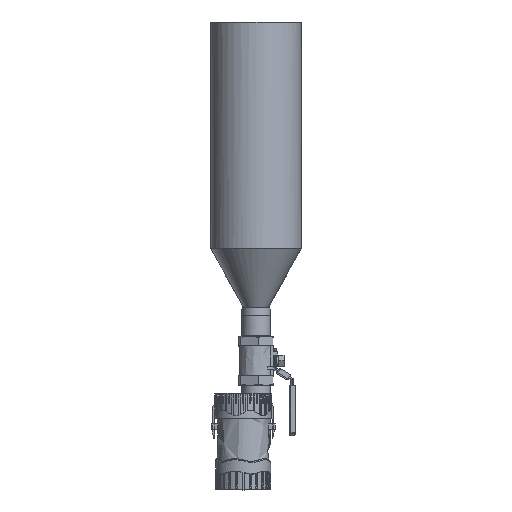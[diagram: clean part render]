
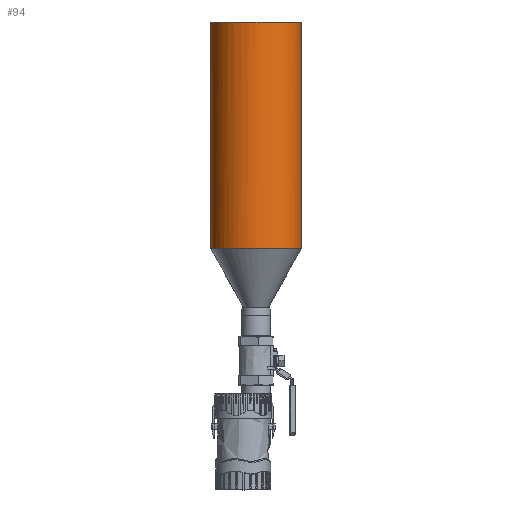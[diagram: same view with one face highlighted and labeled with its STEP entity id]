
A CAD part, top view. The second image highlights one B-rep face of the part: STEP entity #94.
In plain terms, the highlighted free-form (B-spline) face has degree [3, 1] with [7, 3] control points.
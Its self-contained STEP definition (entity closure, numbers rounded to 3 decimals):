
#94 = ADVANCED_FACE('',(#95),#147,.T.);
#95 = FACE_BOUND('',#96,.T.);
#96 = EDGE_LOOP('',(#97,#108,#117,#124,#133,#142));
#97 = ORIENTED_EDGE('',*,*,#98,.T.);
#98 = EDGE_CURVE('',#99,#101,#103,.T.);
#99 = VERTEX_POINT('',#100);
#100 = CARTESIAN_POINT('',(0.,480.568,-96.366));
#101 = VERTEX_POINT('',#102);
#102 = CARTESIAN_POINT('',(0.,480.568,
    96.366));
#103 = ( BOUNDED_CURVE() B_SPLINE_CURVE(3,(#104,#105,#106,#107),
.UNSPECIFIED.,.F.,.F.) B_SPLINE_CURVE_WITH_KNOTS((4,4),(-7.854,
-4.712),.PIECEWISE_BEZIER_KNOTS.) CURVE() 
GEOMETRIC_REPRESENTATION_ITEM() RATIONAL_B_SPLINE_CURVE((1.,
0.333,0.333,1.)) REPRESENTATION_ITEM('') );
#104 = CARTESIAN_POINT('',(0.,480.568,-96.366));
#105 = CARTESIAN_POINT('',(192.733,480.568,
    -96.366));
#106 = CARTESIAN_POINT('',(192.733,480.568,
    96.366));
#107 = CARTESIAN_POINT('',(0.,480.568,
    96.366));
#108 = ORIENTED_EDGE('',*,*,#109,.T.);
#109 = EDGE_CURVE('',#101,#110,#112,.T.);
#110 = VERTEX_POINT('',#111);
#111 = CARTESIAN_POINT('',(0.,480.568,-96.366));
#112 = ( BOUNDED_CURVE() B_SPLINE_CURVE(3,(#113,#114,#115,#116),
.UNSPECIFIED.,.F.,.F.) B_SPLINE_CURVE_WITH_KNOTS((4,4),(-4.712,
-1.571),.PIECEWISE_BEZIER_KNOTS.) CURVE() 
GEOMETRIC_REPRESENTATION_ITEM() RATIONAL_B_SPLINE_CURVE((1.,
0.333,0.333,1.)) REPRESENTATION_ITEM('') );
#113 = CARTESIAN_POINT('',(0.,480.568,
    96.366));
#114 = CARTESIAN_POINT('',(-192.733,480.568,
    96.366));
#115 = CARTESIAN_POINT('',(-192.733,480.568,
    -96.366));
#116 = CARTESIAN_POINT('',(0.,480.568,-96.366));
#117 = ORIENTED_EDGE('',*,*,#118,.T.);
#118 = EDGE_CURVE('',#110,#119,#121,.T.);
#119 = VERTEX_POINT('',#120);
#120 = CARTESIAN_POINT('',(0.,0.,-96.366));
#121 = B_SPLINE_CURVE_WITH_KNOTS('',1,(#122,#123),.UNSPECIFIED.,.F.,.F.,
  (2,2),(0.,0.38),.PIECEWISE_BEZIER_KNOTS.);
#122 = CARTESIAN_POINT('',(0.,480.568,-96.366));
#123 = CARTESIAN_POINT('',(0.,0.,-96.366));
#124 = ORIENTED_EDGE('',*,*,#125,.T.);
#125 = EDGE_CURVE('',#119,#126,#128,.T.);
#126 = VERTEX_POINT('',#127);
#127 = CARTESIAN_POINT('',(0.,0.,96.366));
#128 = ( BOUNDED_CURVE() B_SPLINE_CURVE(3,(#129,#130,#131,#132),
.UNSPECIFIED.,.F.,.F.) B_SPLINE_CURVE_WITH_KNOTS((4,4),(1.571,
4.712),.PIECEWISE_BEZIER_KNOTS.) CURVE() 
GEOMETRIC_REPRESENTATION_ITEM() RATIONAL_B_SPLINE_CURVE((1.,
0.333,0.333,1.)) REPRESENTATION_ITEM('') );
#129 = CARTESIAN_POINT('',(0.,0.,-96.366));
#130 = CARTESIAN_POINT('',(-192.733,0.,-96.366));
#131 = CARTESIAN_POINT('',(-192.733,0.,96.366));
#132 = CARTESIAN_POINT('',(0.,0.,96.366));
#133 = ORIENTED_EDGE('',*,*,#134,.T.);
#134 = EDGE_CURVE('',#126,#135,#137,.T.);
#135 = VERTEX_POINT('',#136);
#136 = CARTESIAN_POINT('',(0.,0.,-96.366));
#137 = ( BOUNDED_CURVE() B_SPLINE_CURVE(3,(#138,#139,#140,#141),
.UNSPECIFIED.,.F.,.F.) B_SPLINE_CURVE_WITH_KNOTS((4,4),(4.712,
7.854),.PIECEWISE_BEZIER_KNOTS.) CURVE() 
GEOMETRIC_REPRESENTATION_ITEM() RATIONAL_B_SPLINE_CURVE((1.,
0.333,0.333,1.)) REPRESENTATION_ITEM('') );
#138 = CARTESIAN_POINT('',(0.,0.,96.366));
#139 = CARTESIAN_POINT('',(192.733,0.,96.366));
#140 = CARTESIAN_POINT('',(192.733,0.,-96.366));
#141 = CARTESIAN_POINT('',(0.,0.,-96.366));
#142 = ORIENTED_EDGE('',*,*,#143,.T.);
#143 = EDGE_CURVE('',#135,#99,#144,.T.);
#144 = B_SPLINE_CURVE_WITH_KNOTS('',1,(#145,#146),.UNSPECIFIED.,.F.,.F.,
  (2,2),(-0.38,0.),.PIECEWISE_BEZIER_KNOTS.);
#145 = CARTESIAN_POINT('',(0.,0.,-96.366));
#146 = CARTESIAN_POINT('',(0.,480.568,-96.366));
#147 = ( BOUNDED_SURFACE() B_SPLINE_SURFACE(3,1,(
    (#148,#149,#150)
    ,(#151,#152,#153)
    ,(#154,#155,#156)
    ,(#157,#158,#159)
    ,(#160,#161,#162)
    ,(#163,#164,#165)
    ,(#166,#167,#168
)),.UNSPECIFIED.,.T.,.F.,.F.) B_SPLINE_SURFACE_WITH_KNOTS((1,3,3,3,1),(2
    ,1,2),(-0.5,0.,0.5,1.,1.5),(-1.,0.,1.),.UNSPECIFIED.) 
GEOMETRIC_REPRESENTATION_ITEM() RATIONAL_B_SPLINE_SURFACE((
    (1.,1.,1.)
    ,(0.333,0.333,0.333)
    ,(0.333,0.333,0.333)
    ,(1.,1.,1.)
    ,(0.333,0.333,0.333)
    ,(0.333,0.333,0.333)
,(1.,1.,1.))) REPRESENTATION_ITEM('') SURFACE() );
#148 = CARTESIAN_POINT('',(0.,961.135,-96.366));
#149 = CARTESIAN_POINT('',(0.,480.568,-96.366));
#150 = CARTESIAN_POINT('',(0.,0.,-96.366));
#151 = CARTESIAN_POINT('',(192.733,961.135,
    -96.366));
#152 = CARTESIAN_POINT('',(192.733,480.568,
    -96.366));
#153 = CARTESIAN_POINT('',(192.733,0.,-96.366));
#154 = CARTESIAN_POINT('',(192.733,961.135,
    96.366));
#155 = CARTESIAN_POINT('',(192.733,480.568,
    96.366));
#156 = CARTESIAN_POINT('',(192.733,0.,96.366));
#157 = CARTESIAN_POINT('',(0.,961.135,
    96.366));
#158 = CARTESIAN_POINT('',(0.,480.568,
    96.366));
#159 = CARTESIAN_POINT('',(0.,0.,96.366));
#160 = CARTESIAN_POINT('',(-192.733,961.135,
    96.366));
#161 = CARTESIAN_POINT('',(-192.733,480.568,
    96.366));
#162 = CARTESIAN_POINT('',(-192.733,0.,96.366));
#163 = CARTESIAN_POINT('',(-192.733,961.135,
    -96.366));
#164 = CARTESIAN_POINT('',(-192.733,480.568,
    -96.366));
#165 = CARTESIAN_POINT('',(-192.733,0.,-96.366));
#166 = CARTESIAN_POINT('',(0.,961.135,-96.366));
#167 = CARTESIAN_POINT('',(0.,480.568,-96.366));
#168 = CARTESIAN_POINT('',(0.,0.,-96.366));
